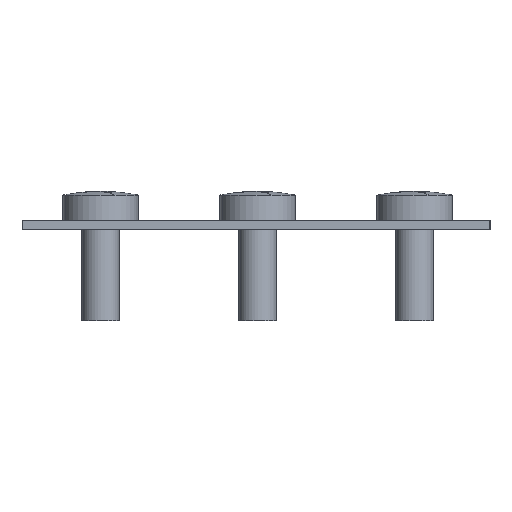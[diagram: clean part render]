
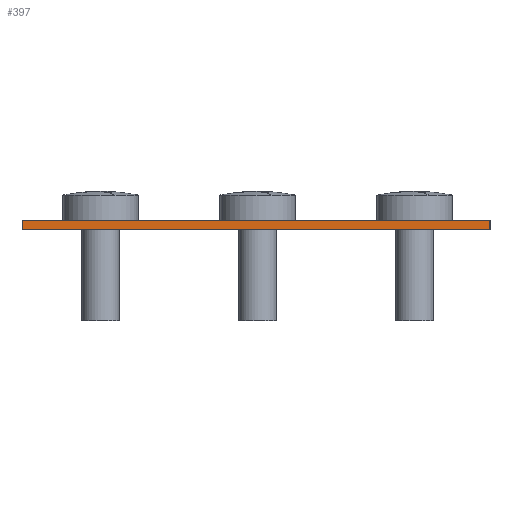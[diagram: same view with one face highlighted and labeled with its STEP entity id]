
A CAD part, left-side view. The second image highlights one B-rep face of the part: STEP entity #397.
In plain terms, the highlighted planar face has unit normal (-1, 0, 0).
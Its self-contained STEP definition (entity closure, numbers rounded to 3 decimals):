
#5 = EDGE_CURVE ( 'NONE', #912, #58, #561, .T. ) ;
#58 = VERTEX_POINT ( 'NONE', #707 ) ;
#64 = VECTOR ( 'NONE', #140, 1000. ) ;
#65 = ORIENTED_EDGE ( 'NONE', *, *, #1224, .T. ) ;
#85 = CARTESIAN_POINT ( 'NONE',  ( -75., -74.5, -1.5 ) ) ;
#114 = PLANE ( 'NONE',  #1135 ) ;
#140 = DIRECTION ( 'NONE',  ( 0., 0., 1. ) ) ;
#397 = ADVANCED_FACE ( 'NONE', ( #1441 ), #114, .T. ) ;
#451 = CARTESIAN_POINT ( 'NONE',  ( -75., -74.5, 0. ) ) ;
#457 = CARTESIAN_POINT ( 'NONE',  ( -75., 0., -1.5 ) ) ;
#561 = LINE ( 'NONE', #451, #1452 ) ;
#603 = DIRECTION ( 'NONE',  ( 0., -1., 0. ) ) ;
#608 = EDGE_LOOP ( 'NONE', ( #908, #1116, #1314, #65 ) ) ;
#621 = CARTESIAN_POINT ( 'NONE',  ( -75., 0., 0. ) ) ;
#673 = CARTESIAN_POINT ( 'NONE',  ( -75., -74.5, -1.5 ) ) ;
#707 = CARTESIAN_POINT ( 'NONE',  ( -75., -74.5, 0. ) ) ;
#747 = DIRECTION ( 'NONE',  ( -1., 0., 0. ) ) ;
#800 = DIRECTION ( 'NONE',  ( 0., 0., 1. ) ) ;
#903 = LINE ( 'NONE', #85, #1579 ) ;
#908 = ORIENTED_EDGE ( 'NONE', *, *, #5, .F. ) ;
#912 = VERTEX_POINT ( 'NONE', #621 ) ;
#971 = VECTOR ( 'NONE', #800, 1000. ) ;
#1044 = LINE ( 'NONE', #673, #971 ) ;
#1096 = EDGE_CURVE ( 'NONE', #1487, #1645, #903, .T. ) ;
#1116 = ORIENTED_EDGE ( 'NONE', *, *, #1251, .F. ) ;
#1135 = AXIS2_PLACEMENT_3D ( 'NONE', #1541, #747, #1433 ) ;
#1218 = DIRECTION ( 'NONE',  ( 0., -1., 0. ) ) ;
#1224 = EDGE_CURVE ( 'NONE', #1645, #58, #1044, .T. ) ;
#1251 = EDGE_CURVE ( 'NONE', #1487, #912, #1581, .T. ) ;
#1314 = ORIENTED_EDGE ( 'NONE', *, *, #1096, .T. ) ;
#1315 = CARTESIAN_POINT ( 'NONE',  ( -75., -74.5, -1.5 ) ) ;
#1433 = DIRECTION ( 'NONE',  ( 0., 0., 1. ) ) ;
#1441 = FACE_OUTER_BOUND ( 'NONE', #608, .T. ) ;
#1445 = CARTESIAN_POINT ( 'NONE',  ( -75., 0., -1.5 ) ) ;
#1452 = VECTOR ( 'NONE', #1218, 1000. ) ;
#1487 = VERTEX_POINT ( 'NONE', #457 ) ;
#1541 = CARTESIAN_POINT ( 'NONE',  ( -75., -74.5, -1.5 ) ) ;
#1579 = VECTOR ( 'NONE', #603, 1000. ) ;
#1581 = LINE ( 'NONE', #1445, #64 ) ;
#1645 = VERTEX_POINT ( 'NONE', #1315 ) ;
